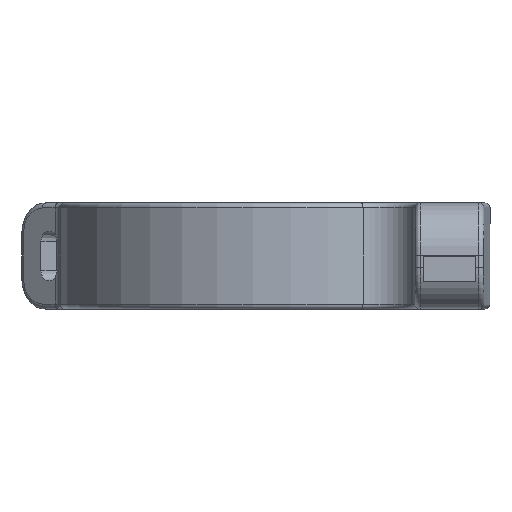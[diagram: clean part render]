
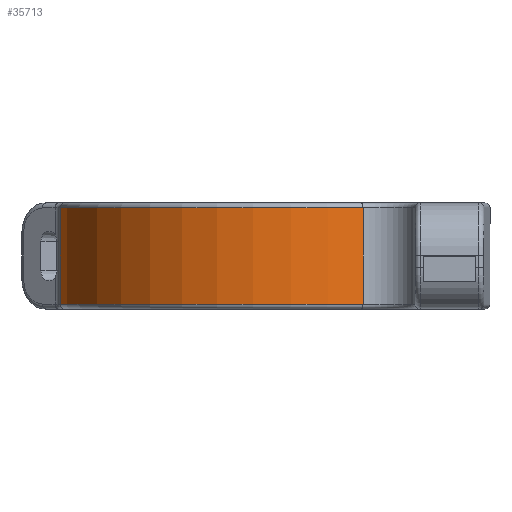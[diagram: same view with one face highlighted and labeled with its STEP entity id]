
A CAD part, left-side view. The second image highlights one B-rep face of the part: STEP entity #35713.
In plain terms, the highlighted cylindrical face has radius 26.2 mm (diameter 52.4 mm), a partial arc.
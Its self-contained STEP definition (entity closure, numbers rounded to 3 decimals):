
#436=CARTESIAN_POINT('',(0.,-0.4,-5.8));
#437=DIRECTION('',(0.,0.,-1.));
#438=DIRECTION('',(-0.918,-0.397,0.));
#439=AXIS2_PLACEMENT_3D('',#436,#437,#438);
#9868=DIRECTION('',(0.,0.,1.));
#9869=VECTOR('',#9868,11.6);
#9870=CARTESIAN_POINT('',(-24.042,-10.812,-5.8));
#9871=LINE('',#9870,#9869);
#9872=DIRECTION('',(0.,0.,1.));
#9873=VECTOR('',#9872,11.6);
#9874=CARTESIAN_POINT('',(2.317,25.697,-5.8));
#9875=LINE('',#9874,#9873);
#10085=CARTESIAN_POINT('',(0.,-0.4,5.8));
#10086=DIRECTION('',(0.,0.,1.));
#10087=DIRECTION('',(0.088,0.996,0.));
#10088=AXIS2_PLACEMENT_3D('',#10085,#10086,#10087);
#19318=CARTESIAN_POINT('',(-24.042,-10.812,-5.8));
#19319=CARTESIAN_POINT('',(-24.042,-10.812,5.8));
#19320=VERTEX_POINT('',#19318);
#19321=VERTEX_POINT('',#19319);
#19392=CARTESIAN_POINT('',(2.317,25.697,-5.8));
#19393=VERTEX_POINT('',#19392);
#19412=CARTESIAN_POINT('',(2.317,25.697,5.8));
#19413=VERTEX_POINT('',#19412);
#35700=CARTESIAN_POINT('',(0.,-0.4,-6.4));
#35701=DIRECTION('',(0.,0.,1.));
#35702=DIRECTION('',(1.,0.,0.));
#35703=AXIS2_PLACEMENT_3D('',#35700,#35701,#35702);
#35704=CYLINDRICAL_SURFACE('',#35703,26.2);
#35705=ORIENTED_EDGE('',*,*,#35691,.F.);
#35706=ORIENTED_EDGE('',*,*,#24301,.T.);
#35708=ORIENTED_EDGE('',*,*,#35707,.T.);
#35710=ORIENTED_EDGE('',*,*,#35709,.T.);
#35711=EDGE_LOOP('',(#35705,#35706,#35708,#35710));
#35712=FACE_OUTER_BOUND('',#35711,.F.);
#35713=ADVANCED_FACE('',(#35712),#35704,.T.);
#440=CIRCLE('',#439,26.2);
#10089=CIRCLE('',#10088,26.2);
#24301=EDGE_CURVE('',#19320,#19393,#440,.T.);
#35691=EDGE_CURVE('',#19320,#19321,#9871,.T.);
#35707=EDGE_CURVE('',#19393,#19413,#9875,.T.);
#35709=EDGE_CURVE('',#19413,#19321,#10089,.T.);
